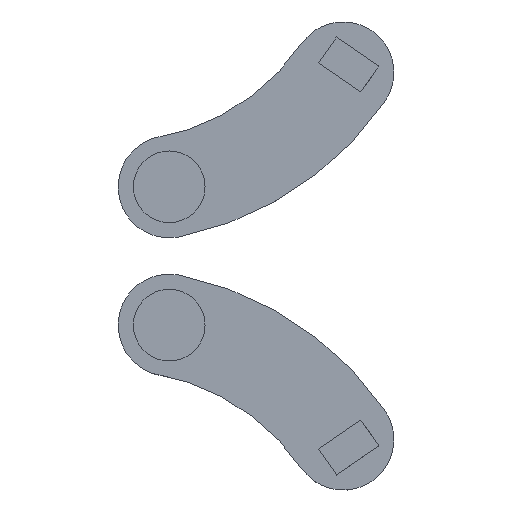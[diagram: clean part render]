
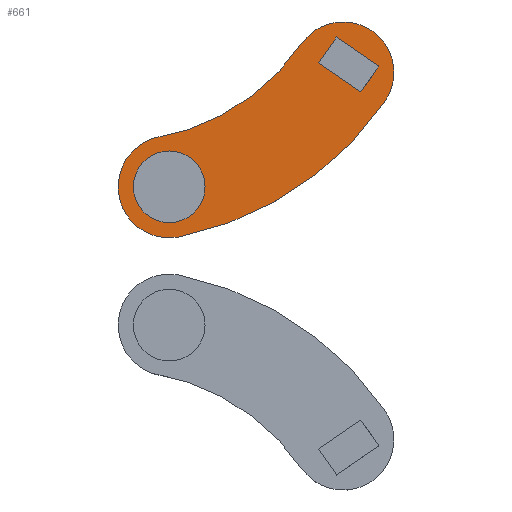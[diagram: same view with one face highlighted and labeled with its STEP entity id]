
A CAD part, top view. The second image highlights one B-rep face of the part: STEP entity #661.
In plain terms, the highlighted planar face has unit normal (0, 0, 1).
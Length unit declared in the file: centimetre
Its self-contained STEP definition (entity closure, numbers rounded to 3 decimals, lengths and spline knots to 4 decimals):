
#121=VECTOR('',#756,1.);
#125=VECTOR('',#761,1.);
#127=VECTOR('',#764,1.);
#134=VECTOR('',#775,1.);
#135=VECTOR('',#777,1.);
#139=VECTOR('',#789,1.);
#140=VECTOR('',#791,1.);
#179=LINE('',#914,#121);
#183=LINE('',#922,#125);
#185=LINE('',#927,#127);
#192=LINE('',#943,#134);
#193=LINE('',#945,#135);
#197=LINE('',#957,#139);
#198=LINE('',#959,#140);
#237=VERTEX_POINT('',#913);
#238=VERTEX_POINT('',#915);
#240=VERTEX_POINT('',#921);
#241=VERTEX_POINT('',#925);
#243=VERTEX_POINT('',#928);
#247=VERTEX_POINT('',#940);
#248=VERTEX_POINT('',#942);
#251=VERTEX_POINT('',#956);
#252=VERTEX_POINT('',#961);
#253=VERTEX_POINT('',#962);
#254=VERTEX_POINT('',#964);
#255=VERTEX_POINT('',#966);
#291=CIRCLE('',#699,0.635);
#292=CIRCLE('',#703,8.115);
#293=CIRCLE('',#704,1.2584);
#294=CIRCLE('',#705,5.5982);
#295=CIRCLE('',#706,1.267);
#318=EDGE_CURVE('',#238,#237,#179,.T.);
#322=EDGE_CURVE('',#237,#240,#183,.T.);
#324=EDGE_CURVE('',#241,#243,#185,.T.);
#332=EDGE_CURVE('',#247,#248,#192,.T.);
#333=EDGE_CURVE('',#243,#248,#193,.T.);
#335=EDGE_CURVE('',#241,#247,#291,.T.);
#339=EDGE_CURVE('',#240,#251,#197,.T.);
#340=EDGE_CURVE('',#251,#238,#198,.T.);
#341=EDGE_CURVE('',#252,#253,#292,.T.);
#342=EDGE_CURVE('',#254,#252,#293,.T.);
#343=EDGE_CURVE('',#255,#254,#294,.T.);
#344=EDGE_CURVE('',#253,#255,#295,.T.);
#437=ORIENTED_EDGE('',*,*,#324,.F.);
#438=ORIENTED_EDGE('',*,*,#335,.T.);
#439=ORIENTED_EDGE('',*,*,#332,.T.);
#440=ORIENTED_EDGE('',*,*,#333,.F.);
#441=ORIENTED_EDGE('',*,*,#339,.T.);
#442=ORIENTED_EDGE('',*,*,#340,.T.);
#443=ORIENTED_EDGE('',*,*,#318,.T.);
#444=ORIENTED_EDGE('',*,*,#322,.T.);
#445=ORIENTED_EDGE('',*,*,#341,.F.);
#446=ORIENTED_EDGE('',*,*,#342,.F.);
#447=ORIENTED_EDGE('',*,*,#343,.F.);
#448=ORIENTED_EDGE('',*,*,#344,.F.);
#570=EDGE_LOOP('',(#437,#438,#439,#440));
#571=EDGE_LOOP('',(#441,#442,#443,#444));
#572=EDGE_LOOP('',(#445,#446,#447,#448));
#616=FACE_BOUND('',#570,.T.);
#617=FACE_BOUND('',#571,.T.);
#618=FACE_BOUND('',#572,.T.);
#661=ADVANCED_FACE('',(#616,#617,#618),#1082,.T.);
#699=AXIS2_PLACEMENT_3D('',#949,#782,#783);
#702=AXIS2_PLACEMENT_3D('',#958,#790,$);
#703=AXIS2_PLACEMENT_3D('',#960,#792,#793);
#704=AXIS2_PLACEMENT_3D('',#963,#794,#795);
#705=AXIS2_PLACEMENT_3D('',#965,#796,#797);
#706=AXIS2_PLACEMENT_3D('',#967,#798,#799);
#756=DIRECTION('',(0.824,-0.566,0.));
#761=DIRECTION('',(-0.566,-0.824,0.));
#764=DIRECTION('',(-0.981,-0.195,0.));
#775=DIRECTION('',(-0.981,-0.195,0.));
#777=DIRECTION('',(-0.195,0.981,0.));
#782=DIRECTION('',(0.,0.,-1.));
#783=DIRECTION('',(0.635,0.,0.));
#789=DIRECTION('',(-0.824,0.566,0.));
#790=DIRECTION('',(0.,0.,1.));
#791=DIRECTION('',(0.566,0.824,0.));
#792=DIRECTION('',(0.,0.,-1.));
#793=DIRECTION('',(8.115,0.,0.));
#794=DIRECTION('',(0.,0.,-1.));
#795=DIRECTION('',(1.258,0.,0.));
#796=DIRECTION('',(0.,0.,1.));
#797=DIRECTION('',(5.598,0.,0.));
#798=DIRECTION('',(0.,0.,-1.));
#799=DIRECTION('',(1.267,0.,0.));
#913=CARTESIAN_POINT('',(4.0496,11.57,0.1588));
#914=CARTESIAN_POINT('',(3.1933,12.1584,0.1588));
#915=CARTESIAN_POINT('',(3.0029,12.2892,0.1588));
#921=CARTESIAN_POINT('',(3.8081,11.2186,0.1588));
#922=CARTESIAN_POINT('',(2.9919,10.0307,0.1588));
#925=CARTESIAN_POINT('',(-0.5263,8.438,0.1588));
#927=CARTESIAN_POINT('',(-0.4743,8.4483,0.1588));
#928=CARTESIAN_POINT('',(-0.9227,8.359,0.1588));
#940=CARTESIAN_POINT('',(-0.6255,8.9362,0.1588));
#942=CARTESIAN_POINT('',(-1.0219,8.8572,0.1588));
#943=CARTESIAN_POINT('',(-0.5735,8.9465,0.1588));
#945=CARTESIAN_POINT('',(-1.0219,8.8572,0.1588));
#949=CARTESIAN_POINT('',(-1.1467,8.5734,0.1588));
#956=CARTESIAN_POINT('',(2.7614,11.9378,0.1588));
#957=CARTESIAN_POINT('',(13.4224,4.6118,0.1588));
#958=CARTESIAN_POINT('',(1.1045,9.8321,0.1588));
#959=CARTESIAN_POINT('',(1.9452,10.75,0.1588));
#960=CARTESIAN_POINT('',(-2.4843,15.2895,0.1588));
#961=CARTESIAN_POINT('',(4.2038,10.6935,0.1588));
#962=CARTESIAN_POINT('',(-0.8992,7.3308,0.1588));
#963=CARTESIAN_POINT('',(3.1666,11.4063,0.1588));
#964=CARTESIAN_POINT('',(2.1295,12.119,0.1588));
#965=CARTESIAN_POINT('',(-2.4843,15.2895,0.1588));
#966=CARTESIAN_POINT('',(-1.5755,9.7656,0.1588));
#967=CARTESIAN_POINT('',(-1.1467,8.5734,0.1588));
#1082=PLANE('',#702);
